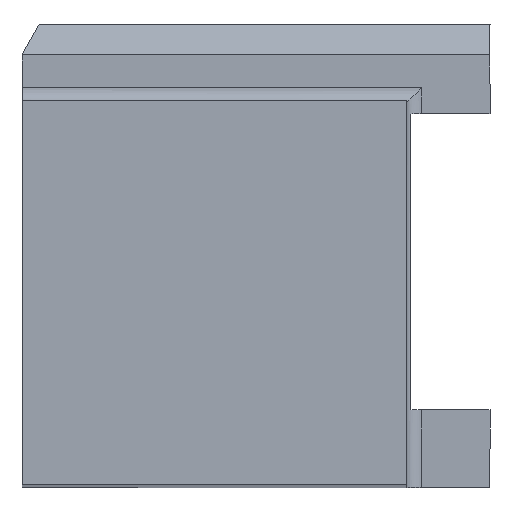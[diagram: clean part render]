
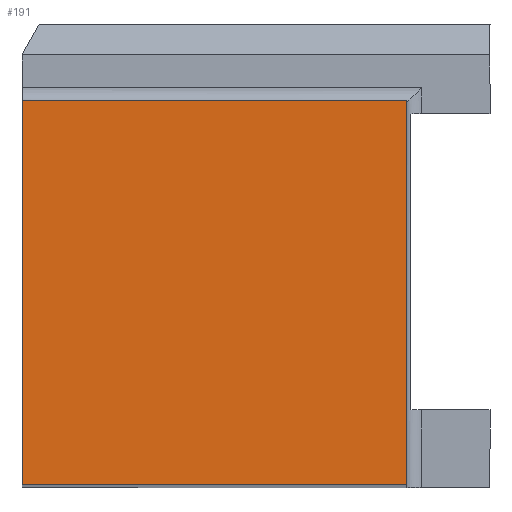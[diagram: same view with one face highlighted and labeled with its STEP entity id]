
A CAD part, top view. The second image highlights one B-rep face of the part: STEP entity #191.
In plain terms, the highlighted planar face has unit normal (0, 0, 1).
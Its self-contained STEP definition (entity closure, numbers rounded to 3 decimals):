
#41 = CARTESIAN_POINT ( 'NONE',  ( 0., 0., 0. ) ) ;
#61 = DIRECTION ( 'NONE',  ( 1., 0., 0. ) ) ;
#64 = DIRECTION ( 'NONE',  ( 0., 0., 1. ) ) ;
#75 = PLANE ( 'NONE',  #752 ) ;
#96 = LINE ( 'NONE', #127, #100 ) ;
#100 = VECTOR ( 'NONE', #125, 1000. ) ;
#125 = DIRECTION ( 'NONE',  ( 1., 0., 0. ) ) ;
#127 = CARTESIAN_POINT ( 'NONE',  ( 0., 0., 0. ) ) ;
#191 = ADVANCED_FACE ( 'NONE', ( #411 ), #75, .T. ) ;
#210 = EDGE_CURVE ( 'NONE', #880, #819, #401, .T. ) ;
#215 = VECTOR ( 'NONE', #477, 1000. ) ;
#226 = VECTOR ( 'NONE', #484, 1000. ) ;
#233 = LINE ( 'NONE', #302, #215 ) ;
#245 = LINE ( 'NONE', #486, #226 ) ;
#262 = CARTESIAN_POINT ( 'NONE',  ( 19.9, 19.9, 0. ) ) ;
#281 = CARTESIAN_POINT ( 'NONE',  ( 19.9, 0., 0. ) ) ;
#302 = CARTESIAN_POINT ( 'NONE',  ( 19.9, 0., 0. ) ) ;
#352 = CARTESIAN_POINT ( 'NONE',  ( 0., 19.9, 0. ) ) ;
#389 = CARTESIAN_POINT ( 'NONE',  ( 0., 0., 0. ) ) ;
#397 = VECTOR ( 'NONE', #982, 1000. ) ;
#401 = LINE ( 'NONE', #987, #397 ) ;
#411 = FACE_OUTER_BOUND ( 'NONE', #535, .T. ) ;
#477 = DIRECTION ( 'NONE',  ( 0., 1., 0. ) ) ;
#484 = DIRECTION ( 'NONE',  ( 0., -1., 0. ) ) ;
#486 = CARTESIAN_POINT ( 'NONE',  ( 0., 19.9, 0. ) ) ;
#535 = EDGE_LOOP ( 'NONE', ( #882, #756, #540, #901 ) ) ;
#540 = ORIENTED_EDGE ( 'NONE', *, *, #723, .T. ) ;
#706 = EDGE_CURVE ( 'NONE', #819, #791, #245, .T. ) ;
#723 = EDGE_CURVE ( 'NONE', #883, #880, #233, .T. ) ;
#752 = AXIS2_PLACEMENT_3D ( 'NONE', #41, #64, #61 ) ;
#756 = ORIENTED_EDGE ( 'NONE', *, *, #971, .T. ) ;
#791 = VERTEX_POINT ( 'NONE', #389 ) ;
#819 = VERTEX_POINT ( 'NONE', #352 ) ;
#880 = VERTEX_POINT ( 'NONE', #262 ) ;
#882 = ORIENTED_EDGE ( 'NONE', *, *, #706, .T. ) ;
#883 = VERTEX_POINT ( 'NONE', #281 ) ;
#901 = ORIENTED_EDGE ( 'NONE', *, *, #210, .T. ) ;
#971 = EDGE_CURVE ( 'NONE', #791, #883, #96, .T. ) ;
#982 = DIRECTION ( 'NONE',  ( -1., 0., 0. ) ) ;
#987 = CARTESIAN_POINT ( 'NONE',  ( 19.9, 19.9, 0. ) ) ;
